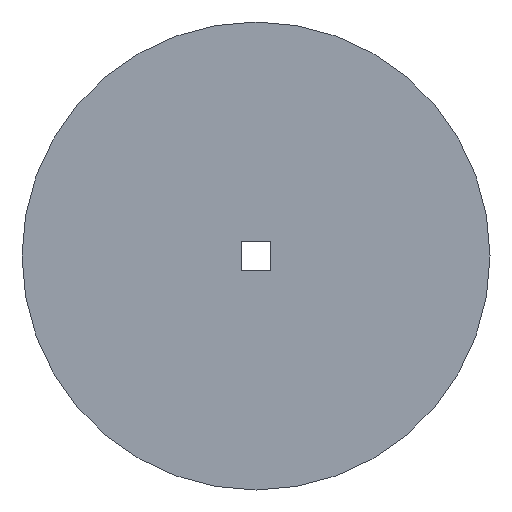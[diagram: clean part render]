
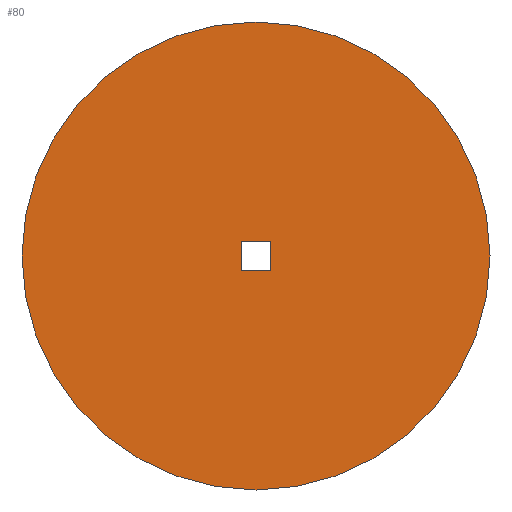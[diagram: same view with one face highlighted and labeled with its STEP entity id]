
A CAD part, front view. The second image highlights one B-rep face of the part: STEP entity #80.
In plain terms, the highlighted planar face has unit normal (0, -1, 0).
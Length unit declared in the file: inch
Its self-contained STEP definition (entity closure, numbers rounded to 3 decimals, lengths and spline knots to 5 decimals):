
#7 = PLANE ( 'NONE',  #147 ) ;
#19 = EDGE_LOOP ( 'NONE', ( #240, #146 ) ) ;
#20 = CARTESIAN_POINT ( 'NONE',  ( -0.125, 0., -0.125 ) ) ;
#22 = DIRECTION ( 'NONE',  ( 0., 0., 1. ) ) ;
#23 = DIRECTION ( 'NONE',  ( -1., 0., 0. ) ) ;
#24 = CARTESIAN_POINT ( 'NONE',  ( 0., 0., 0. ) ) ;
#25 = EDGE_CURVE ( 'NONE', #254, #265, #281, .T. ) ;
#26 = LINE ( 'NONE', #89, #101 ) ;
#35 = DIRECTION ( 'NONE',  ( 0., 1., 0. ) ) ;
#37 = DIRECTION ( 'NONE',  ( 0., 0., 1. ) ) ;
#38 = DIRECTION ( 'NONE',  ( 0., 1., 0. ) ) ;
#51 = CARTESIAN_POINT ( 'NONE',  ( -0.125, 0., 0.125 ) ) ;
#62 = CARTESIAN_POINT ( 'NONE',  ( -0.125, 0., -0.125 ) ) ;
#71 = EDGE_CURVE ( 'NONE', #247, #264, #204, .T. ) ;
#77 = DIRECTION ( 'NONE',  ( 0., 0., 1. ) ) ;
#78 = CARTESIAN_POINT ( 'NONE',  ( -0.125, 0., 0.125 ) ) ;
#80 = ADVANCED_FACE ( 'NONE', ( #211, #150 ), #7, .F. ) ;
#89 = CARTESIAN_POINT ( 'NONE',  ( -0.125, 0., 0.125 ) ) ;
#96 = VECTOR ( 'NONE', #23, 39.37008 ) ;
#100 = CARTESIAN_POINT ( 'NONE',  ( 0., 0., -2. ) ) ;
#101 = VECTOR ( 'NONE', #77, 39.37008 ) ;
#110 = CARTESIAN_POINT ( 'NONE',  ( 0.125, 0., -0.125 ) ) ;
#114 = VECTOR ( 'NONE', #116, 39.37008 ) ;
#115 = ORIENTED_EDGE ( 'NONE', *, *, #122, .T. ) ;
#116 = DIRECTION ( 'NONE',  ( 1., 0., 0. ) ) ;
#122 = EDGE_CURVE ( 'NONE', #264, #254, #26, .T. ) ;
#129 = EDGE_LOOP ( 'NONE', ( #136, #207, #115, #219 ) ) ;
#130 = AXIS2_PLACEMENT_3D ( 'NONE', #161, #164, #267 ) ;
#133 = CIRCLE ( 'NONE', #234, 2. ) ;
#136 = ORIENTED_EDGE ( 'NONE', *, *, #212, .T. ) ;
#137 = DIRECTION ( 'NONE',  ( 0., 0., -1. ) ) ;
#142 = CARTESIAN_POINT ( 'NONE',  ( 0., 0., 2. ) ) ;
#145 = CARTESIAN_POINT ( 'NONE',  ( 0.125, 0., 0.125 ) ) ;
#146 = ORIENTED_EDGE ( 'NONE', *, *, #213, .F. ) ;
#147 = AXIS2_PLACEMENT_3D ( 'NONE', #24, #35, #37 ) ;
#150 = FACE_BOUND ( 'NONE', #129, .T. ) ;
#161 = CARTESIAN_POINT ( 'NONE',  ( 0., 0., 0. ) ) ;
#162 = VECTOR ( 'NONE', #137, 39.37008 ) ;
#164 = DIRECTION ( 'NONE',  ( 0., 1., 0. ) ) ;
#168 = CARTESIAN_POINT ( 'NONE',  ( 0., 0., 0. ) ) ;
#170 = VERTEX_POINT ( 'NONE', #100 ) ;
#171 = CARTESIAN_POINT ( 'NONE',  ( 0.125, 0., 0.125 ) ) ;
#204 = LINE ( 'NONE', #20, #96 ) ;
#207 = ORIENTED_EDGE ( 'NONE', *, *, #71, .T. ) ;
#211 = FACE_OUTER_BOUND ( 'NONE', #19, .T. ) ;
#212 = EDGE_CURVE ( 'NONE', #265, #247, #225, .T. ) ;
#213 = EDGE_CURVE ( 'NONE', #233, #170, #215, .T. ) ;
#215 = CIRCLE ( 'NONE', #130, 2. ) ;
#217 = EDGE_CURVE ( 'NONE', #170, #233, #133, .T. ) ;
#219 = ORIENTED_EDGE ( 'NONE', *, *, #25, .T. ) ;
#225 = LINE ( 'NONE', #145, #162 ) ;
#233 = VERTEX_POINT ( 'NONE', #142 ) ;
#234 = AXIS2_PLACEMENT_3D ( 'NONE', #168, #38, #22 ) ;
#240 = ORIENTED_EDGE ( 'NONE', *, *, #217, .F. ) ;
#247 = VERTEX_POINT ( 'NONE', #110 ) ;
#254 = VERTEX_POINT ( 'NONE', #51 ) ;
#264 = VERTEX_POINT ( 'NONE', #62 ) ;
#265 = VERTEX_POINT ( 'NONE', #171 ) ;
#267 = DIRECTION ( 'NONE',  ( 0., 0., 1. ) ) ;
#281 = LINE ( 'NONE', #78, #114 ) ;
